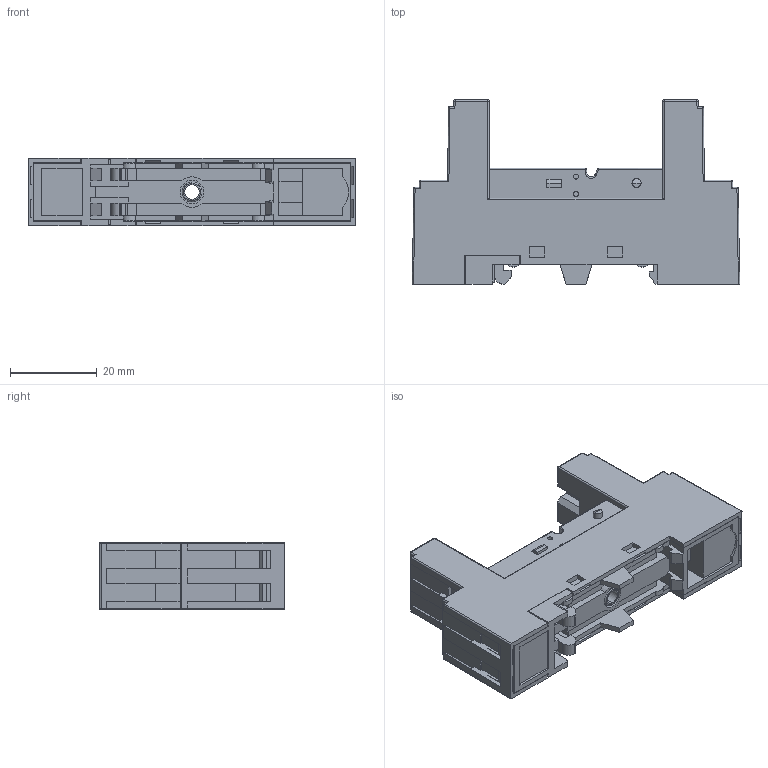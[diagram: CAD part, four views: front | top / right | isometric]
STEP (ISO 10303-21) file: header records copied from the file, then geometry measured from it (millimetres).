
FILE_DESCRIPTION (( 'STEP AP203' ), '1' );
FILE_NAME ('15136.2_PRS_2.STEP', '2023-10-31T02:38:10', ( '' ), ( '' ), 'SwSTEP 2.0', 'SolidWorks 2013', '' );
FILE_SCHEMA (( 'CONFIG_CONTROL_DESIGN' ));
Length unit declared in the file: millimetre
Products named in the file (1): 15136.2_PRS_2
Bounding box: 75.5 x 42.5 x 15.6 mm (x, y, z)
Volume: 28023.7 mm3; surface area: 14377.7 mm2
Topology: 1 solids, 1 shells, 790 faces, 2090 edges, 1325 vertices
Faces by surface type: plane 577, cylinder 141, cone 52, bspline 10, sphere 8, torus 2
Entity records: 26030 total; most frequent: CARTESIAN_POINT 6559, ORIENTED_EDGE 4160, DIRECTION 3804, EDGE_CURVE 2080, LINE 1568, VECTOR 1568, VERTEX_POINT 1324, AXIS2_PLACEMENT_3D 1118
